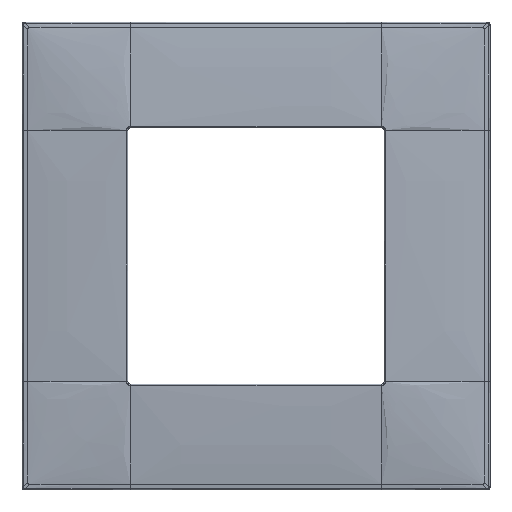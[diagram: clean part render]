
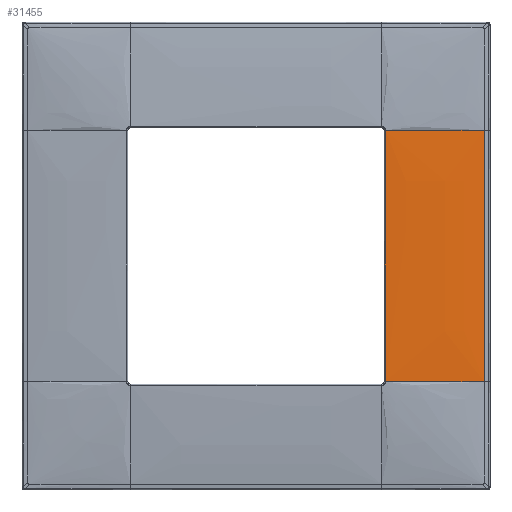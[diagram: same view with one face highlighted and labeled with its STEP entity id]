
A CAD part, top view. The second image highlights one B-rep face of the part: STEP entity #31455.
In plain terms, the highlighted face is a extrusion surface.
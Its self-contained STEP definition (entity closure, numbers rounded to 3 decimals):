
#28448=CARTESIAN_POINT('Vertex',(40.475,-22.3,7.138)) ;
#28484=CARTESIAN_POINT('Vertex',(40.475,22.3,7.138)) ;
#28487=CARTESIAN_POINT('Line Origine',(40.475,0.511,7.138)) ;
#31278=CARTESIAN_POINT('Vertex',(22.968,-22.3,8.497)) ;
#31290=CARTESIAN_POINT('Control Point',(22.968,-22.3,8.497)) ;
#31291=CARTESIAN_POINT('Control Point',(26.657,-22.3,8.429)) ;
#31292=CARTESIAN_POINT('Control Point',(30.14,-22.3,8.264)) ;
#31293=CARTESIAN_POINT('Control Point',(33.422,-22.3,8.002)) ;
#31294=CARTESIAN_POINT('Control Point',(36.855,-22.3,7.628)) ;
#31295=CARTESIAN_POINT('Control Point',(40.475,-22.3,7.138)) ;
#31407=CARTESIAN_POINT('Control Point',(22.918,-22.3,8.498)) ;
#31408=CARTESIAN_POINT('Control Point',(26.62,-22.3,8.431)) ;
#31409=CARTESIAN_POINT('Control Point',(30.113,-22.3,8.266)) ;
#31410=CARTESIAN_POINT('Control Point',(33.403,-22.3,8.004)) ;
#31411=CARTESIAN_POINT('Control Point',(36.845,-22.3,7.629)) ;
#31412=CARTESIAN_POINT('Control Point',(40.475,-22.3,7.138)) ;
#31417=CARTESIAN_POINT('Control Point',(22.968,22.3,8.497)) ;
#31418=CARTESIAN_POINT('Control Point',(26.581,22.3,8.43)) ;
#31419=CARTESIAN_POINT('Control Point',(30.098,22.3,8.269)) ;
#31420=CARTESIAN_POINT('Control Point',(33.429,22.3,8.004)) ;
#31421=CARTESIAN_POINT('Control Point',(36.911,22.3,7.62)) ;
#31422=CARTESIAN_POINT('Control Point',(40.475,22.3,7.138)) ;
#31423=CARTESIAN_POINT('Vertex',(22.968,22.3,8.497)) ;
#31427=CARTESIAN_POINT('Control Point',(22.97,22.25,8.497)) ;
#31428=CARTESIAN_POINT('Control Point',(22.97,22.267,8.497)) ;
#31429=CARTESIAN_POINT('Control Point',(22.969,22.283,8.497)) ;
#31430=CARTESIAN_POINT('Control Point',(22.968,22.3,8.497)) ;
#31431=CARTESIAN_POINT('Vertex',(22.97,22.25,8.497)) ;
#31434=CARTESIAN_POINT('Line Origine',(22.97,0.511,8.497)) ;
#31438=CARTESIAN_POINT('Vertex',(22.97,-22.25,8.497)) ;
#31442=CARTESIAN_POINT('Control Point',(22.968,-22.3,8.497)) ;
#31443=CARTESIAN_POINT('Control Point',(22.969,-22.283,8.497)) ;
#31444=CARTESIAN_POINT('Control Point',(22.97,-22.267,8.497)) ;
#31445=CARTESIAN_POINT('Control Point',(22.97,-22.25,8.497)) ;
#28488=DIRECTION('Vector Direction',(0.,1.,0.)) ;
#31413=DIRECTION('Vector Direction',(0.,1.,0.)) ;
#31435=DIRECTION('Vector Direction',(0.,1.,0.)) ;
#28489=VECTOR('Line Direction',#28488,1.) ;
#31414=VECTOR('Extrusion Surface Vector',#31413,1.) ;
#31436=VECTOR('Line Direction',#31435,1.) ;
#31448=ORIENTED_EDGE('',*,*,#31296,.T.) ;
#31449=ORIENTED_EDGE('',*,*,#28491,.T.) ;
#31450=ORIENTED_EDGE('',*,*,#31425,.F.) ;
#31451=ORIENTED_EDGE('',*,*,#31433,.F.) ;
#31452=ORIENTED_EDGE('',*,*,#31440,.F.) ;
#31453=ORIENTED_EDGE('',*,*,#31446,.F.) ;
#31455=ADVANCED_FACE('Corps principal',(#31454),#31415,.T.) ;
#31289=B_SPLINE_CURVE_WITH_KNOTS('',5,(#31290,#31291,#31292,#31293,#31294,#31295),.UNSPECIFIED.,.F.,.U.,(6,6),(0.16,17.768),.UNSPECIFIED.) ;
#31406=B_SPLINE_CURVE_WITH_KNOTS('',5,(#31407,#31408,#31409,#31410,#31411,#31412),.UNSPECIFIED.,.F.,.U.,(6,6),(0.112,17.768),.UNSPECIFIED.) ;
#31416=B_SPLINE_CURVE_WITH_KNOTS('',5,(#31417,#31418,#31419,#31420,#31421,#31422),.UNSPECIFIED.,.F.,.U.,(6,6),(0.232,25.207),.UNSPECIFIED.) ;
#31426=B_SPLINE_CURVE_WITH_KNOTS('',3,(#31427,#31428,#31429,#31430),.UNSPECIFIED.,.F.,.U.,(4,4),(2.016,2.077),.UNSPECIFIED.) ;
#31441=B_SPLINE_CURVE_WITH_KNOTS('',3,(#31442,#31443,#31444,#31445),.UNSPECIFIED.,.F.,.U.,(4,4),(3.318,3.379),.UNSPECIFIED.) ;
#28491=EDGE_CURVE('',#28449,#28485,#28490,.T.) ;
#31296=EDGE_CURVE('',#31279,#28449,#31289,.T.) ;
#31425=EDGE_CURVE('',#31424,#28485,#31416,.T.) ;
#31433=EDGE_CURVE('',#31432,#31424,#31426,.T.) ;
#31440=EDGE_CURVE('',#31439,#31432,#31437,.T.) ;
#31446=EDGE_CURVE('',#31279,#31439,#31441,.T.) ;
#31447=EDGE_LOOP('',(#31448,#31449,#31450,#31451,#31452,#31453)) ;
#31454=FACE_OUTER_BOUND('',#31447,.T.) ;
#28490=LINE('Line',#28487,#28489) ;
#31437=LINE('Line',#31434,#31436) ;
#31415=SURFACE_OF_LINEAR_EXTRUSION('generated tabulated cylinder',#31406,#31414) ;
#28449=VERTEX_POINT('',#28448) ;
#28485=VERTEX_POINT('',#28484) ;
#31279=VERTEX_POINT('',#31278) ;
#31424=VERTEX_POINT('',#31423) ;
#31432=VERTEX_POINT('',#31431) ;
#31439=VERTEX_POINT('',#31438) ;
